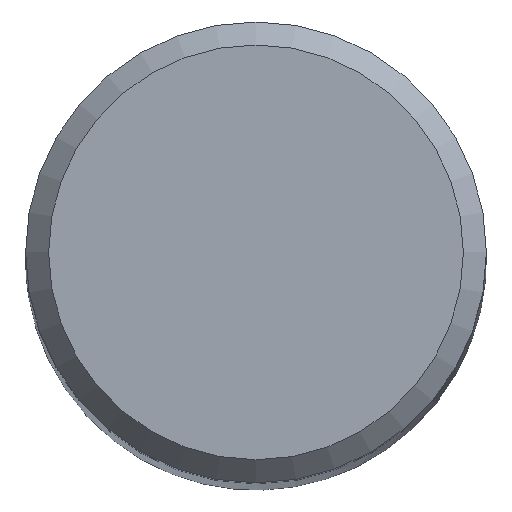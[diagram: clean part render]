
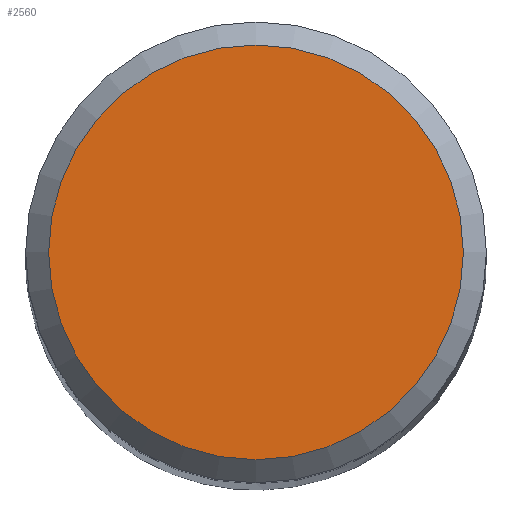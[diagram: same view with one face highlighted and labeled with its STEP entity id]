
A CAD part, top view. The second image highlights one B-rep face of the part: STEP entity #2560.
In plain terms, the highlighted free-form (B-spline) face has degree [1, 1] with [2, 2] control points.
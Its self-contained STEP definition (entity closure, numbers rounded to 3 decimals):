
#2090 = CARTESIAN_POINT ('', (-1.612, 0., 0.));
#2100 = VERTEX_POINT ('', #2090);
#2170 = CARTESIAN_POINT ('', (0., 0., 0.));
#2180 = DIRECTION ('', (0., 0., -1.));
#2190 = DIRECTION ('', (-1., 0., 0.));
#2200 = AXIS2_PLACEMENT_3D ('', #2170, #2180, #2190);
#2210 = CIRCLE ('', #2200, 1.612);
#2220 = EDGE_CURVE ('', #2100, #2100, #2210, .T.);
#2480 = ORIENTED_EDGE ('', *, *, #2220, .F.);
#2490 = EDGE_LOOP ('', (#2480));
#2500 = FACE_OUTER_BOUND ('', #2490, .T.);
#2510 = CARTESIAN_POINT ('', (1.612, -1.612, 0.));
#2520 = CARTESIAN_POINT ('', (-1.612, -1.612, 0.));
#2530 = CARTESIAN_POINT ('', (1.612, 1.612, 0.));
#2540 = CARTESIAN_POINT ('', (-1.612, 1.612, 0.));
#2550 = B_SPLINE_SURFACE_WITH_KNOTS ('', 1, 1, ((#2510, #2520), (#2530, #2540)), .UNSPECIFIED., .F., .F., .U., (2, 2), (2, 2), (0.045, 0.955), (0.045, 0.955), .UNSPECIFIED.);
#2560 = ADVANCED_FACE ('', (#2500), #2550, .T.);
